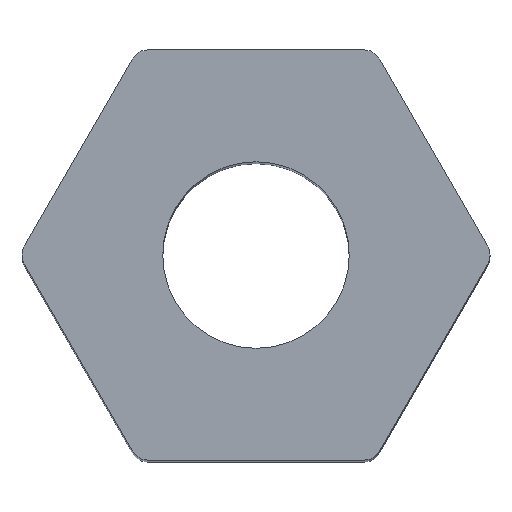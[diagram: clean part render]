
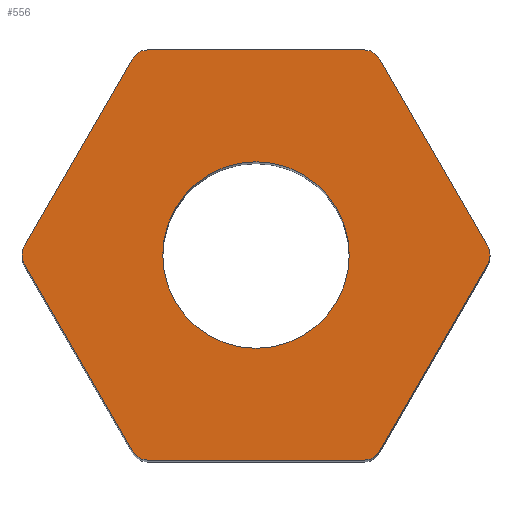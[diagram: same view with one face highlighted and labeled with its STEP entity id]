
A CAD part, top view. The second image highlights one B-rep face of the part: STEP entity #556.
In plain terms, the highlighted planar face has unit normal (0, 0, 1).
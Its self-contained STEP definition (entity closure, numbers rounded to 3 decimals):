
#5 = CARTESIAN_POINT ( 'NONE',  ( -1.443, 2.75, 15. ) ) ;
#14 = VECTOR ( 'NONE', #334, 1000. ) ;
#16 = CARTESIAN_POINT ( 'NONE',  ( 1.443, -2.5, 15. ) ) ;
#17 = EDGE_CURVE ( 'NONE', #132, #398, #269, .T. ) ;
#18 = DIRECTION ( 'NONE',  ( -1., 0., 0. ) ) ;
#21 = DIRECTION ( 'NONE',  ( 0., 0., -1. ) ) ;
#24 = CIRCLE ( 'NONE', #234, 0.25 ) ;
#25 = DIRECTION ( 'NONE',  ( 0., 0., 1. ) ) ;
#33 = CARTESIAN_POINT ( 'NONE',  ( 0., -2.75, 15. ) ) ;
#36 = DIRECTION ( 'NONE',  ( 1., 0., 0. ) ) ;
#38 = EDGE_CURVE ( 'NONE', #433, #398, #472, .T. ) ;
#40 = VERTEX_POINT ( 'NONE', #563 ) ;
#43 = CIRCLE ( 'NONE', #441, 0.25 ) ;
#49 = DIRECTION ( 'NONE',  ( -0.5, 0.866, 0. ) ) ;
#54 = EDGE_CURVE ( 'NONE', #197, #193, #94, .T. ) ;
#61 = CIRCLE ( 'NONE', #364, 0.25 ) ;
#62 = DIRECTION ( 'NONE',  ( 0., 0., -1. ) ) ;
#66 = CARTESIAN_POINT ( 'NONE',  ( -3.103, -0.125, 15. ) ) ;
#83 = VECTOR ( 'NONE', #580, 1000. ) ;
#88 = ORIENTED_EDGE ( 'NONE', *, *, #17, .F. ) ;
#90 = DIRECTION ( 'NONE',  ( -1., 0., 0. ) ) ;
#94 = CIRCLE ( 'NONE', #439, 0.25 ) ;
#101 = DIRECTION ( 'NONE',  ( -1., 0., 0. ) ) ;
#104 = DIRECTION ( 'NONE',  ( -1., 0., 0. ) ) ;
#110 = ORIENTED_EDGE ( 'NONE', *, *, #564, .T. ) ;
#115 = CARTESIAN_POINT ( 'NONE',  ( -1.443, -2.75, 15. ) ) ;
#117 = EDGE_CURVE ( 'NONE', #262, #571, #427, .T. ) ;
#132 = VERTEX_POINT ( 'NONE', #115 ) ;
#136 = EDGE_CURVE ( 'NONE', #433, #584, #61, .T. ) ;
#147 = AXIS2_PLACEMENT_3D ( 'NONE', #284, #149, #104 ) ;
#149 = DIRECTION ( 'NONE',  ( 0., 0., -1. ) ) ;
#156 = CARTESIAN_POINT ( 'NONE',  ( -1.66, 2.625, 15. ) ) ;
#159 = ORIENTED_EDGE ( 'NONE', *, *, #483, .F. ) ;
#162 = EDGE_CURVE ( 'NONE', #132, #193, #211, .T. ) ;
#166 = CARTESIAN_POINT ( 'NONE',  ( 1.443, 2.5, 15. ) ) ;
#175 = LINE ( 'NONE', #532, #83 ) ;
#177 = CARTESIAN_POINT ( 'NONE',  ( 3.103, 0.125, 15. ) ) ;
#180 = VECTOR ( 'NONE', #49, 1000. ) ;
#186 = CARTESIAN_POINT ( 'NONE',  ( 3.103, 0.125, 15. ) ) ;
#187 = CIRCLE ( 'NONE', #418, 1.25 ) ;
#193 = VERTEX_POINT ( 'NONE', #399 ) ;
#197 = VERTEX_POINT ( 'NONE', #392 ) ;
#198 = LINE ( 'NONE', #156, #14 ) ;
#206 = ORIENTED_EDGE ( 'NONE', *, *, #38, .T. ) ;
#211 = LINE ( 'NONE', #33, #409 ) ;
#215 = CARTESIAN_POINT ( 'NONE',  ( 1.25, 0., 15. ) ) ;
#222 = VERTEX_POINT ( 'NONE', #254 ) ;
#227 = EDGE_CURVE ( 'NONE', #406, #298, #175, .T. ) ;
#230 = LINE ( 'NONE', #186, #180 ) ;
#234 = AXIS2_PLACEMENT_3D ( 'NONE', #166, #296, #526 ) ;
#235 = CARTESIAN_POINT ( 'NONE',  ( -3.103, -0.125, 15. ) ) ;
#240 = ORIENTED_EDGE ( 'NONE', *, *, #136, .F. ) ;
#243 = CARTESIAN_POINT ( 'NONE',  ( -1.443, 2.5, 15. ) ) ;
#249 = FACE_OUTER_BOUND ( 'NONE', #403, .T. ) ;
#254 = CARTESIAN_POINT ( 'NONE',  ( 1.66, 2.625, 15. ) ) ;
#259 = FACE_BOUND ( 'NONE', #451, .T. ) ;
#262 = VERTEX_POINT ( 'NONE', #177 ) ;
#268 = ORIENTED_EDGE ( 'NONE', *, *, #583, .F. ) ;
#269 = CIRCLE ( 'NONE', #499, 0.25 ) ;
#271 = CARTESIAN_POINT ( 'NONE',  ( -2.887, 0., 15. ) ) ;
#275 = AXIS2_PLACEMENT_3D ( 'NONE', #416, #460, #101 ) ;
#277 = VECTOR ( 'NONE', #446, 1000. ) ;
#280 = EDGE_CURVE ( 'NONE', #584, #394, #43, .T. ) ;
#282 = ORIENTED_EDGE ( 'NONE', *, *, #162, .T. ) ;
#284 = CARTESIAN_POINT ( 'NONE',  ( 2.887, 0., 15. ) ) ;
#286 = VECTOR ( 'NONE', #289, 1000. ) ;
#289 = DIRECTION ( 'NONE',  ( 0.5, -0.866, 0. ) ) ;
#296 = DIRECTION ( 'NONE',  ( 0., 0., -1. ) ) ;
#297 = DIRECTION ( 'NONE',  ( 0., 0., -1. ) ) ;
#298 = VERTEX_POINT ( 'NONE', #5 ) ;
#304 = EDGE_CURVE ( 'NONE', #513, #455, #187, .T. ) ;
#308 = LINE ( 'NONE', #395, #277 ) ;
#314 = CARTESIAN_POINT ( 'NONE',  ( 0., 0., 15. ) ) ;
#323 = CARTESIAN_POINT ( 'NONE',  ( -1.66, -2.625, 15. ) ) ;
#326 = CARTESIAN_POINT ( 'NONE',  ( -1.25, 0., 15. ) ) ;
#329 = DIRECTION ( 'NONE',  ( 0., 0., -1. ) ) ;
#334 = DIRECTION ( 'NONE',  ( -0.5, -0.866, 0. ) ) ;
#341 = CARTESIAN_POINT ( 'NONE',  ( 0., 0., 15. ) ) ;
#350 = CARTESIAN_POINT ( 'NONE',  ( 3.103, -0.125, 15. ) ) ;
#361 = ORIENTED_EDGE ( 'NONE', *, *, #496, .T. ) ;
#363 = CARTESIAN_POINT ( 'NONE',  ( -3.103, 0.125, 15. ) ) ;
#364 = AXIS2_PLACEMENT_3D ( 'NONE', #558, #297, #561 ) ;
#372 = CARTESIAN_POINT ( 'NONE',  ( -1.443, -2.5, 15. ) ) ;
#379 = ORIENTED_EDGE ( 'NONE', *, *, #412, .T. ) ;
#383 = ORIENTED_EDGE ( 'NONE', *, *, #117, .F. ) ;
#386 = EDGE_CURVE ( 'NONE', #262, #222, #230, .T. ) ;
#387 = ORIENTED_EDGE ( 'NONE', *, *, #280, .F. ) ;
#392 = CARTESIAN_POINT ( 'NONE',  ( 1.66, -2.625, 15. ) ) ;
#394 = VERTEX_POINT ( 'NONE', #363 ) ;
#395 = CARTESIAN_POINT ( 'NONE',  ( 1.66, -2.625, 15. ) ) ;
#398 = VERTEX_POINT ( 'NONE', #323 ) ;
#399 = CARTESIAN_POINT ( 'NONE',  ( 1.443, -2.75, 15. ) ) ;
#403 = EDGE_LOOP ( 'NONE', ( #477, #159, #361, #387, #240, #206, #88, #282, #536, #110, #383, #464, #268 ) ) ;
#405 = DIRECTION ( 'NONE',  ( -1., 0., 0. ) ) ;
#406 = VERTEX_POINT ( 'NONE', #471 ) ;
#409 = VECTOR ( 'NONE', #36, 1000. ) ;
#412 = EDGE_CURVE ( 'NONE', #455, #513, #501, .T. ) ;
#416 = CARTESIAN_POINT ( 'NONE',  ( 0., 0., 15. ) ) ;
#417 = DIRECTION ( 'NONE',  ( -1., 0., 0. ) ) ;
#418 = AXIS2_PLACEMENT_3D ( 'NONE', #314, #456, #90 ) ;
#427 = CIRCLE ( 'NONE', #147, 0.25 ) ;
#433 = VERTEX_POINT ( 'NONE', #235 ) ;
#434 = CARTESIAN_POINT ( 'NONE',  ( -3.137, 0., 15. ) ) ;
#437 = PLANE ( 'NONE',  #492 ) ;
#439 = AXIS2_PLACEMENT_3D ( 'NONE', #16, #329, #516 ) ;
#441 = AXIS2_PLACEMENT_3D ( 'NONE', #271, #587, #405 ) ;
#446 = DIRECTION ( 'NONE',  ( 0.5, 0.866, 0. ) ) ;
#451 = EDGE_LOOP ( 'NONE', ( #379, #498 ) ) ;
#455 = VERTEX_POINT ( 'NONE', #326 ) ;
#456 = DIRECTION ( 'NONE',  ( 0., 0., -1. ) ) ;
#459 = CIRCLE ( 'NONE', #480, 0.25 ) ;
#460 = DIRECTION ( 'NONE',  ( 0., 0., -1. ) ) ;
#464 = ORIENTED_EDGE ( 'NONE', *, *, #386, .T. ) ;
#471 = CARTESIAN_POINT ( 'NONE',  ( 1.443, 2.75, 15. ) ) ;
#472 = LINE ( 'NONE', #66, #286 ) ;
#477 = ORIENTED_EDGE ( 'NONE', *, *, #227, .T. ) ;
#480 = AXIS2_PLACEMENT_3D ( 'NONE', #243, #21, #18 ) ;
#483 = EDGE_CURVE ( 'NONE', #40, #298, #459, .T. ) ;
#492 = AXIS2_PLACEMENT_3D ( 'NONE', #341, #25, #531 ) ;
#496 = EDGE_CURVE ( 'NONE', #40, #394, #198, .T. ) ;
#498 = ORIENTED_EDGE ( 'NONE', *, *, #304, .T. ) ;
#499 = AXIS2_PLACEMENT_3D ( 'NONE', #372, #62, #417 ) ;
#501 = CIRCLE ( 'NONE', #275, 1.25 ) ;
#513 = VERTEX_POINT ( 'NONE', #215 ) ;
#516 = DIRECTION ( 'NONE',  ( -1., 0., 0. ) ) ;
#526 = DIRECTION ( 'NONE',  ( -1., 0., 0. ) ) ;
#531 = DIRECTION ( 'NONE',  ( 1., 0., 0. ) ) ;
#532 = CARTESIAN_POINT ( 'NONE',  ( 0., 2.75, 15. ) ) ;
#536 = ORIENTED_EDGE ( 'NONE', *, *, #54, .F. ) ;
#556 = ADVANCED_FACE ( 'NONE', ( #249, #259 ), #437, .T. ) ;
#558 = CARTESIAN_POINT ( 'NONE',  ( -2.887, 0., 15. ) ) ;
#561 = DIRECTION ( 'NONE',  ( -1., 0., 0. ) ) ;
#563 = CARTESIAN_POINT ( 'NONE',  ( -1.66, 2.625, 15. ) ) ;
#564 = EDGE_CURVE ( 'NONE', #197, #571, #308, .T. ) ;
#571 = VERTEX_POINT ( 'NONE', #350 ) ;
#580 = DIRECTION ( 'NONE',  ( -1., 0., 0. ) ) ;
#583 = EDGE_CURVE ( 'NONE', #406, #222, #24, .T. ) ;
#584 = VERTEX_POINT ( 'NONE', #434 ) ;
#587 = DIRECTION ( 'NONE',  ( 0., 0., -1. ) ) ;
